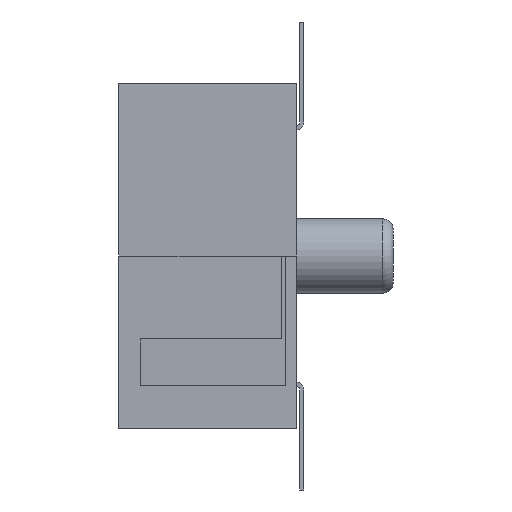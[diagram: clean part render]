
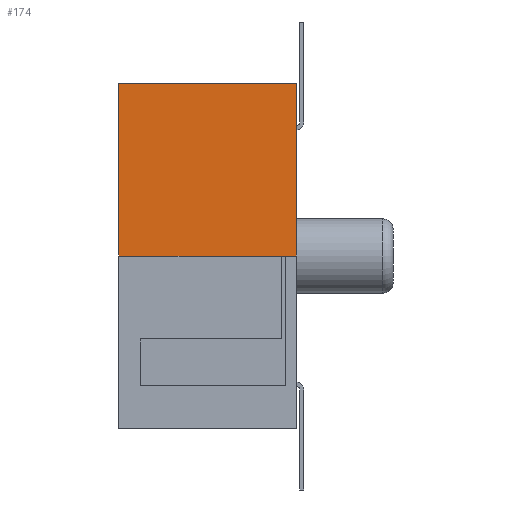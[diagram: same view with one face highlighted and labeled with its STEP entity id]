
A CAD part, left-side view. The second image highlights one B-rep face of the part: STEP entity #174.
In plain terms, the highlighted planar face has unit normal (-1, 0, 0).
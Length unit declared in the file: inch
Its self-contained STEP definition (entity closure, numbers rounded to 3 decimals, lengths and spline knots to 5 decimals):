
#174 = ADVANCED_FACE( '', ( #2081 ), #2082, .F. );
#2081 = FACE_OUTER_BOUND( '', #6087, .T. );
#2082 = PLANE( '', #6088 );
#6087 = EDGE_LOOP( '', ( #10112, #10113, #10114, #10115 ) );
#6088 = AXIS2_PLACEMENT_3D( '', #10116, #10117, #10118 );
#10112 = ORIENTED_EDGE( '', *, *, #25865, .T. );
#10113 = ORIENTED_EDGE( '', *, *, #25861, .T. );
#10114 = ORIENTED_EDGE( '', *, *, #25867, .F. );
#10115 = ORIENTED_EDGE( '', *, *, #25868, .F. );
#10116 = CARTESIAN_POINT( '', ( -0.69565, 0.0835, 0. ) );
#10117 = DIRECTION( '', ( 1., 0., 0. ) );
#10118 = DIRECTION( '', ( 0., 0., -1. ) );
#25861 = EDGE_CURVE( '', #30900, #30912, #30914, .T. );
#25865 = EDGE_CURVE( '', #30921, #30900, #30922, .T. );
#25867 = EDGE_CURVE( '', #30924, #30912, #30925, .T. );
#25868 = EDGE_CURVE( '', #30921, #30924, #30926, .T. );
#30900 = VERTEX_POINT( '', #39307 );
#30912 = VERTEX_POINT( '', #39325 );
#30914 = LINE( '', #39328, #39329 );
#30921 = VERTEX_POINT( '', #39337 );
#30922 = LINE( '', #39338, #39339 );
#30924 = VERTEX_POINT( '', #39342 );
#30925 = LINE( '', #39343, #39344 );
#30926 = LINE( '', #39345, #39346 );
#39307 = CARTESIAN_POINT( '', ( -0.69565, 0., 0. ) );
#39325 = CARTESIAN_POINT( '', ( -0.69565, 0., 0.081 ) );
#39328 = CARTESIAN_POINT( '', ( -0.69565, 0., 0. ) );
#39329 = VECTOR( '', #52483, 39.37008 );
#39337 = CARTESIAN_POINT( '', ( -0.69565, 0.0835, 0. ) );
#39338 = CARTESIAN_POINT( '', ( -0.69565, 0.0835, 0. ) );
#39339 = VECTOR( '', #52491, 39.37008 );
#39342 = CARTESIAN_POINT( '', ( -0.69565, 0.0835, 0.081 ) );
#39343 = CARTESIAN_POINT( '', ( -0.69565, 0.0835, 0.081 ) );
#39344 = VECTOR( '', #52493, 39.37008 );
#39345 = CARTESIAN_POINT( '', ( -0.69565, 0.0835, 0. ) );
#39346 = VECTOR( '', #52494, 39.37008 );
#52483 = DIRECTION( '', ( 0., 0., 1. ) );
#52491 = DIRECTION( '', ( 0., -1., 0. ) );
#52493 = DIRECTION( '', ( 0., -1., 0. ) );
#52494 = DIRECTION( '', ( 0., 0., 1. ) );
